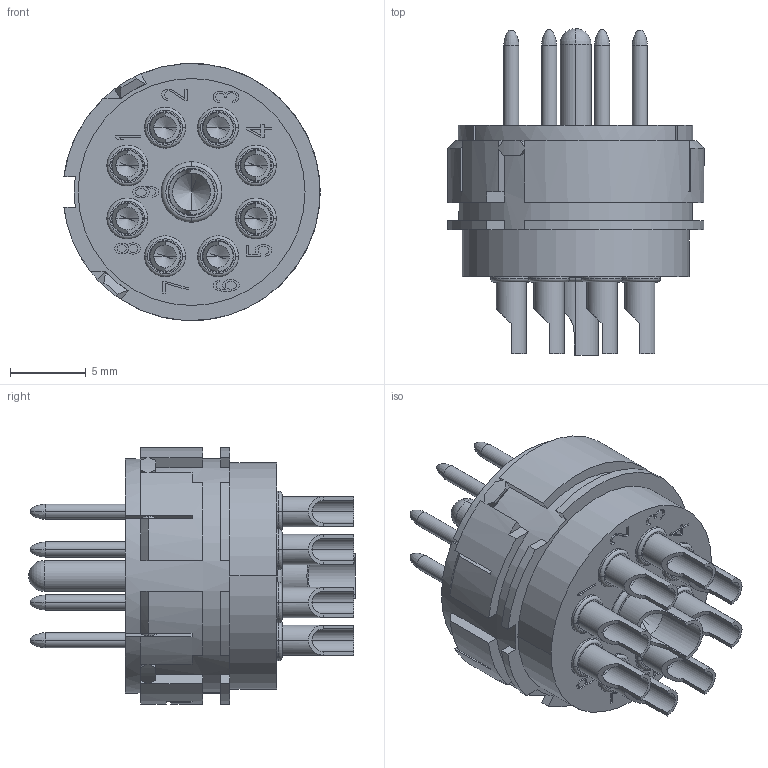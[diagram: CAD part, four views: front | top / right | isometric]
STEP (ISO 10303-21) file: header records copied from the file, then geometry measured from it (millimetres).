
FILE_DESCRIPTION((''),'2;1');
FILE_NAME('HR23-009R-MST','2017-07-18T',('tc.chen'),(''),'PRO/ENGINEER BY PARAMETRIC TECHNOLOGY CORPORATION, 2012480','PRO/ENGINEER BY PARAMETRIC TECHNOLOGY CORPORATION, 2012480','');
FILE_SCHEMA(('AUTOMOTIVE_DESIGN { 1 0 10303 214 1 1 1 1 }'));
Length unit declared in the file: millimetre
Products named in the file (1): HR23-009R-MST
Bounding box: 16.94 x 21.6 x 16.97 mm (x, y, z)
Volume: 2013.9 mm3; surface area: 3568.2 mm2
Topology: 1 solids, 1 shells, 1268 faces, 3459 edges, 2230 vertices
Faces by surface type: plane 929, cylinder 200, cone 68, torus 53, bspline 16, sphere 2
Entity records: 42244 total; most frequent: CARTESIAN_POINT 9839, ORIENTED_EDGE 6878, DIRECTION 6417, EDGE_CURVE 3439, VECTOR 2701, LINE 2701, VERTEX_POINT 2230, AXIS2_PLACEMENT_3D 1858
